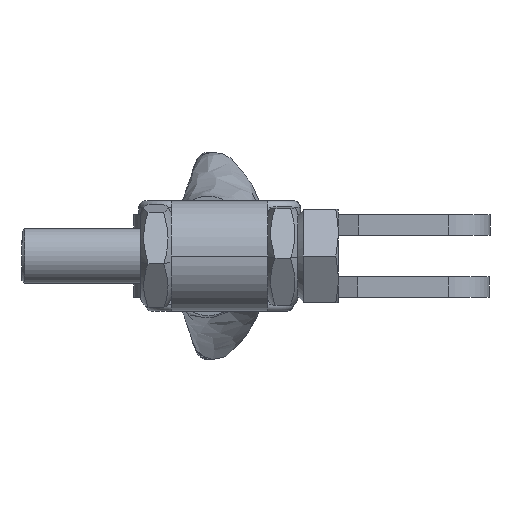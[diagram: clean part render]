
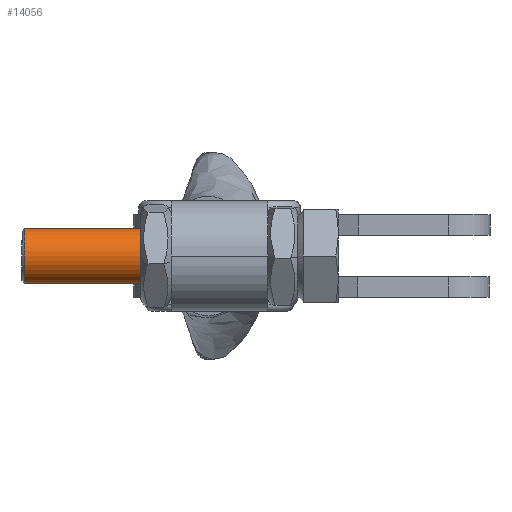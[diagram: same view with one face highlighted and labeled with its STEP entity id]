
A CAD part, left-side view. The second image highlights one B-rep face of the part: STEP entity #14056.
In plain terms, the highlighted cylindrical face has radius 2 mm (diameter 4 mm), a partial arc.
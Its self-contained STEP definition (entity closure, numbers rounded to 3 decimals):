
#2383 = AXIS2_PLACEMENT_3D ( 'NONE', #16913, #16914, #16915 ) ;
#2384 = AXIS2_PLACEMENT_3D ( 'NONE', #16920, #16921, #16922 ) ;
#2450 = AXIS2_PLACEMENT_3D ( 'NONE', #17507, #17505, #17500 ) ;
#4067 = EDGE_LOOP ( 'NONE', ( #18362, #18373, #18345, #18408 ) ) ;
#7382 = CARTESIAN_POINT ( 'NONE',  ( 22.725, 0., 2. ) ) ;
#7383 = CARTESIAN_POINT ( 'NONE',  ( 22.725, 0., -2. ) ) ;
#7384 = CARTESIAN_POINT ( 'NONE',  ( 2.925, 0., -2. ) ) ;
#7386 = CARTESIAN_POINT ( 'NONE',  ( 2.925, 0., 2. ) ) ;
#13921 = EDGE_CURVE ( 'NONE', #19981, #19985, #23462, .T. ) ;
#13922 = EDGE_CURVE ( 'NONE', #19983, #19985, #23463, .T. ) ;
#13923 = EDGE_CURVE ( 'NONE', #19982, #19983, #23460, .T. ) ;
#13925 = EDGE_CURVE ( 'NONE', #19981, #19982, #23465, .T. ) ;
#14056 = ADVANCED_FACE ( 'NONE', ( #23672 ), #23664, .T. ) ;
#16903 = DIRECTION ( 'NONE',  ( -1., 0., 0. ) ) ;
#16907 = CARTESIAN_POINT ( 'NONE',  ( 22.925, 0., 2. ) ) ;
#16908 = DIRECTION ( 'NONE',  ( -1., 0., 0. ) ) ;
#16912 = CARTESIAN_POINT ( 'NONE',  ( 22.925, 0., -2. ) ) ;
#16913 = CARTESIAN_POINT ( 'NONE',  ( 2.925, 0., 0. ) ) ;
#16914 = DIRECTION ( 'NONE',  ( 1., 0., 0. ) ) ;
#16915 = DIRECTION ( 'NONE',  ( 0., 0., -1. ) ) ;
#16920 = CARTESIAN_POINT ( 'NONE',  ( 22.725, 0., 0. ) ) ;
#16921 = DIRECTION ( 'NONE',  ( -1., 0., 0. ) ) ;
#16922 = DIRECTION ( 'NONE',  ( 0., 0., -1. ) ) ;
#17500 = DIRECTION ( 'NONE',  ( 0., 0., 1. ) ) ;
#17505 = DIRECTION ( 'NONE',  ( -1., 0., 0. ) ) ;
#17507 = CARTESIAN_POINT ( 'NONE',  ( 22.925, 0., 0. ) ) ;
#18345 = ORIENTED_EDGE ( 'NONE', *, *, #13922, .T. ) ;
#18362 = ORIENTED_EDGE ( 'NONE', *, *, #13925, .T. ) ;
#18373 = ORIENTED_EDGE ( 'NONE', *, *, #13923, .T. ) ;
#18408 = ORIENTED_EDGE ( 'NONE', *, *, #13921, .F. ) ;
#19981 = VERTEX_POINT ( 'NONE', #7382 ) ;
#19982 = VERTEX_POINT ( 'NONE', #7383 ) ;
#19983 = VERTEX_POINT ( 'NONE', #7384 ) ;
#19985 = VERTEX_POINT ( 'NONE', #7386 ) ;
#23460 = LINE ( 'NONE', #16912, #23467 ) ;
#23462 = LINE ( 'NONE', #16907, #23464 ) ;
#23463 = CIRCLE ( 'NONE', #2383, 2. ) ;
#23464 = VECTOR ( 'NONE', #16903, 1000. ) ;
#23465 = CIRCLE ( 'NONE', #2384, 2. ) ;
#23467 = VECTOR ( 'NONE', #16908, 1000. ) ;
#23664 = CYLINDRICAL_SURFACE ( 'NONE', #2450, 2. ) ;
#23672 = FACE_OUTER_BOUND ( 'NONE', #4067, .T. ) ;
